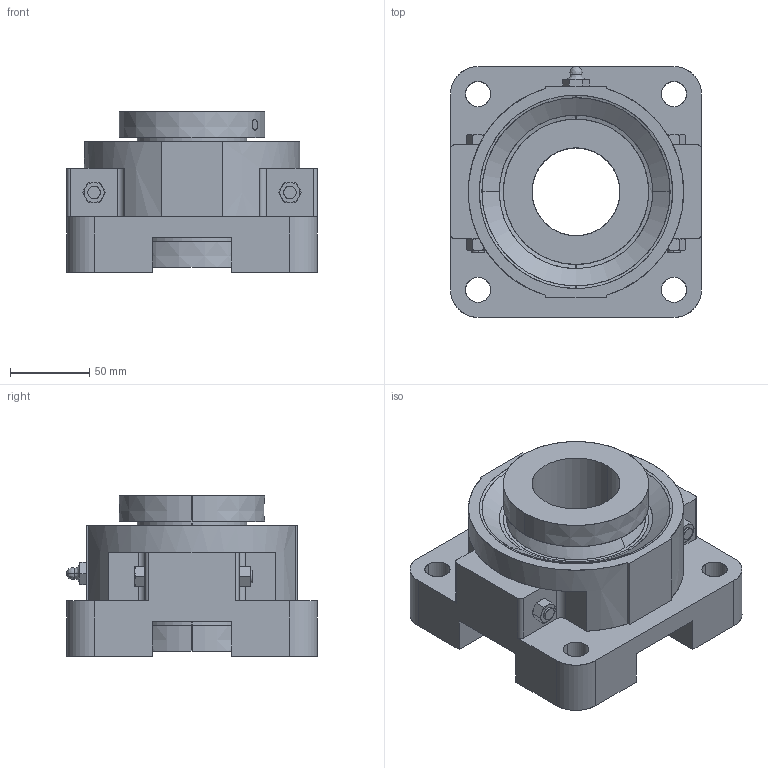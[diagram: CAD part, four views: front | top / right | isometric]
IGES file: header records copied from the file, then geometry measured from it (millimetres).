
Start section: SolidWorks IGES file using analytic representation for surfaces
Global section: file name: RFDEFAU08121634324013.igs; native system: SolidWorks 2017; preprocessor: SolidWorks 2017; author: partstream; date: 170812.163435; units: millimetre
Bounding box: 158.75 x 158.75 x 101.6 mm (x, y, z)
Surface area: 149914.4 mm2 (no closed solid volume)
Topology: 0 solids, 0 shells, 236 faces, 4148 edges, 4162 vertices
Faces by surface type: revolution 123, bspline 113
